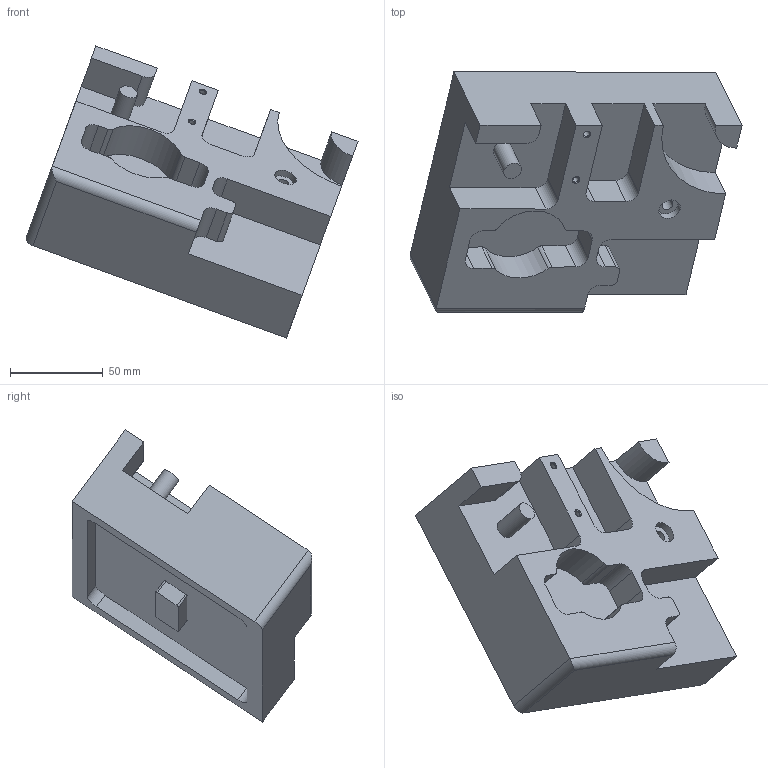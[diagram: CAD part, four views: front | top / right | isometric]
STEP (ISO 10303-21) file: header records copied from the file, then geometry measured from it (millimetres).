
FILE_DESCRIPTION((''),'2;1');
FILE_NAME('TEMP.stp','2021-09-10T14:38:01',(''),(''),'STEP Write','Mastercam 2021 ... CNC Software, Inc.','');
FILE_SCHEMA(('AUTOMOTIVE_DESIGN'));
Length unit declared in the file: millimetre
Products named in the file (1): None
Bounding box: 178.6 x 129.11 x 157.16 mm (x, y, z)
Volume: 618309.3 mm3; surface area: 79126.4 mm2
Topology: 1 solids, 1 shells, 85 faces, 229 edges, 151 vertices
Faces by surface type: plane 44, cylinder 36, cone 5
Full cylindrical faces by diameter (mm): 3.3 x2, 6 x1, 10 x1, 12 x1
Entity records: 2705 total; most frequent: DIRECTION 460, CARTESIAN_POINT 452, ORIENTED_EDGE 430, EDGE_CURVE 215, AXIS2_PLACEMENT_3D 159, VERTEX_POINT 147, VECTOR 142, LINE 142
